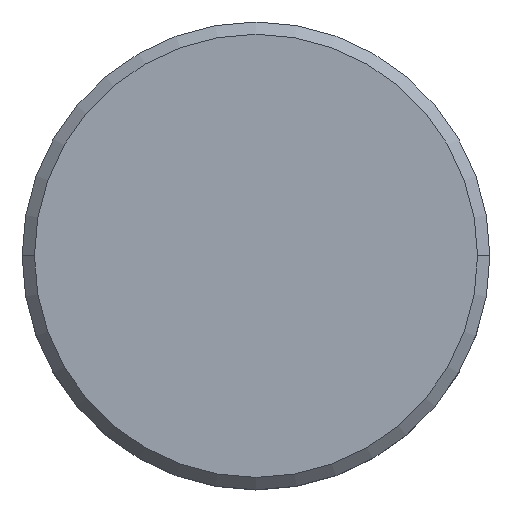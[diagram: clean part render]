
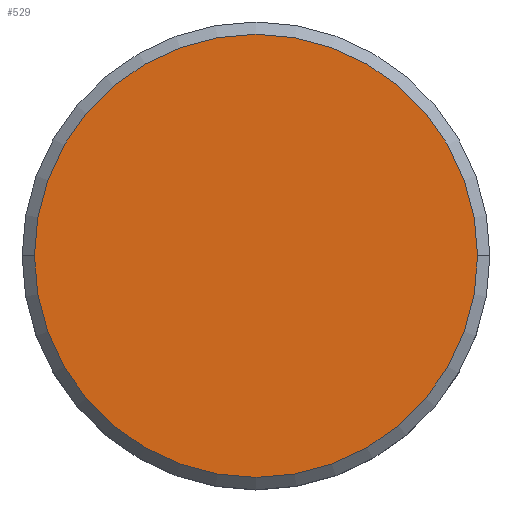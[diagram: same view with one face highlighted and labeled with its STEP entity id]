
A CAD part, top view. The second image highlights one B-rep face of the part: STEP entity #529.
In plain terms, the highlighted planar face has unit normal (0, 0, 1).
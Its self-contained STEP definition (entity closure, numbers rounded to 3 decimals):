
#10 = ORIENTED_EDGE ( 'NONE', *, *, #960, .T. ) ;
#16 = EDGE_LOOP ( 'NONE', ( #434, #10 ) ) ;
#99 = DIRECTION ( 'NONE',  ( 0., 0., 1. ) ) ;
#104 = DIRECTION ( 'NONE',  ( 0., 0., 1. ) ) ;
#132 = PLANE ( 'NONE',  #435 ) ;
#322 = DIRECTION ( 'NONE',  ( 1., 0., 0. ) ) ;
#328 = DIRECTION ( 'NONE',  ( 0., 0., 1. ) ) ;
#366 = CARTESIAN_POINT ( 'NONE',  ( 0., 0., 0. ) ) ;
#434 = ORIENTED_EDGE ( 'NONE', *, *, #585, .T. ) ;
#435 = AXIS2_PLACEMENT_3D ( 'NONE', #745, #328, #322 ) ;
#474 = CARTESIAN_POINT ( 'NONE',  ( 0., 0., 0. ) ) ;
#529 = ADVANCED_FACE ( 'NONE', ( #565 ), #132, .T. ) ;
#565 = FACE_OUTER_BOUND ( 'NONE', #16, .T. ) ;
#578 = AXIS2_PLACEMENT_3D ( 'NONE', #474, #104, #658 ) ;
#585 = EDGE_CURVE ( 'NONE', #1147, #922, #643, .T. ) ;
#643 = CIRCLE ( 'NONE', #578, 9. ) ;
#658 = DIRECTION ( 'NONE',  ( 1., 0., 0. ) ) ;
#696 = DIRECTION ( 'NONE',  ( 1., 0., 0. ) ) ;
#720 = AXIS2_PLACEMENT_3D ( 'NONE', #366, #99, #696 ) ;
#745 = CARTESIAN_POINT ( 'NONE',  ( 0., 0., 0. ) ) ;
#922 = VERTEX_POINT ( 'NONE', #1089 ) ;
#960 = EDGE_CURVE ( 'NONE', #922, #1147, #1141, .T. ) ;
#972 = CARTESIAN_POINT ( 'NONE',  ( -9., 0., 0. ) ) ;
#1089 = CARTESIAN_POINT ( 'NONE',  ( 9., 0., 0. ) ) ;
#1141 = CIRCLE ( 'NONE', #720, 9. ) ;
#1147 = VERTEX_POINT ( 'NONE', #972 ) ;
